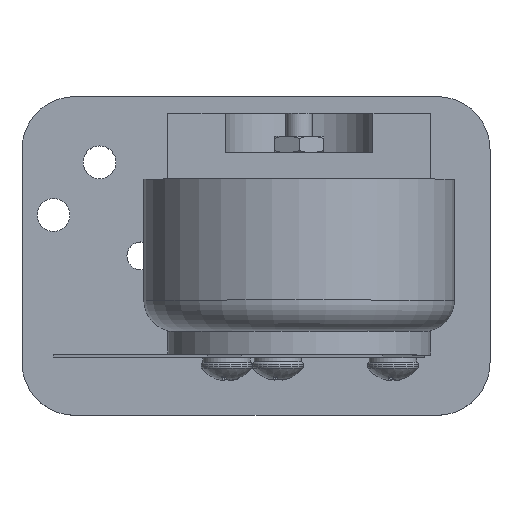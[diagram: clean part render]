
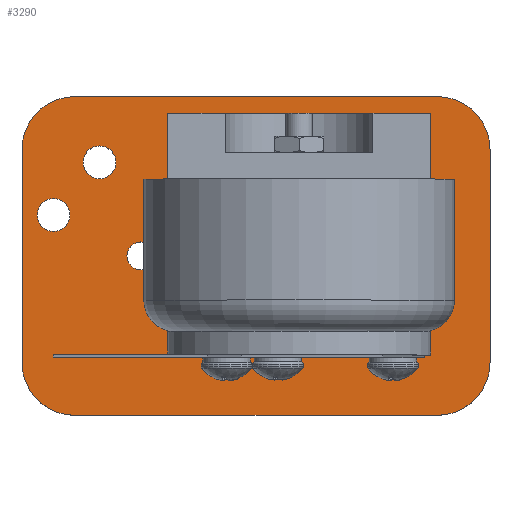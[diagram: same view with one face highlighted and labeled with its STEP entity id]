
A CAD part, top view. The second image highlights one B-rep face of the part: STEP entity #3290.
In plain terms, the highlighted planar face has unit normal (0, 0, 1).
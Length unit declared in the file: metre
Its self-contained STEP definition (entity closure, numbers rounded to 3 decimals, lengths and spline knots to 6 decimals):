
#323=LINE('',#6482,#463);
#330=LINE('',#6500,#470);
#334=LINE('',#6512,#474);
#338=LINE('',#6524,#478);
#463=VECTOR('',#4323,1.);
#470=VECTOR('',#4338,1.);
#474=VECTOR('',#4350,1.);
#478=VECTOR('',#4362,1.);
#575=PLANE('',#3680);
#1205=ORIENTED_EDGE('',*,*,#1866,.T.);
#1206=ORIENTED_EDGE('',*,*,#1867,.T.);
#1207=ORIENTED_EDGE('',*,*,#1868,.T.);
#1208=ORIENTED_EDGE('',*,*,#1869,.T.);
#1209=ORIENTED_EDGE('',*,*,#1870,.T.);
#1210=ORIENTED_EDGE('',*,*,#1871,.T.);
#1211=ORIENTED_EDGE('',*,*,#1872,.T.);
#1212=ORIENTED_EDGE('',*,*,#1842,.T.);
#1213=ORIENTED_EDGE('',*,*,#1846,.T.);
#1214=ORIENTED_EDGE('',*,*,#1851,.T.);
#1215=ORIENTED_EDGE('',*,*,#1854,.T.);
#1216=ORIENTED_EDGE('',*,*,#1857,.F.);
#1217=ORIENTED_EDGE('',*,*,#1860,.T.);
#1218=ORIENTED_EDGE('',*,*,#1863,.F.);
#1219=ORIENTED_EDGE('',*,*,#1865,.T.);
#1842=EDGE_CURVE('',#2242,#2241,#323,.T.);
#1846=EDGE_CURVE('',#2241,#2244,#2479,.T.);
#1851=EDGE_CURVE('',#2244,#2248,#330,.T.);
#1854=EDGE_CURVE('',#2248,#2250,#2481,.T.);
#1857=EDGE_CURVE('',#2252,#2250,#334,.T.);
#1860=EDGE_CURVE('',#2252,#2254,#2483,.T.);
#1863=EDGE_CURVE('',#2256,#2254,#338,.T.);
#1865=EDGE_CURVE('',#2256,#2242,#2485,.T.);
#1866=EDGE_CURVE('',#2257,#2257,#2486,.F.);
#1867=EDGE_CURVE('',#2258,#2258,#2487,.F.);
#1868=EDGE_CURVE('',#2259,#2259,#2488,.F.);
#1869=EDGE_CURVE('',#2260,#2260,#2489,.F.);
#1870=EDGE_CURVE('',#2261,#2261,#2490,.F.);
#1871=EDGE_CURVE('',#2262,#2262,#2491,.F.);
#1872=EDGE_CURVE('',#2263,#2263,#2492,.F.);
#2241=VERTEX_POINT('',#6481);
#2242=VERTEX_POINT('',#6483);
#2244=VERTEX_POINT('',#6489);
#2248=VERTEX_POINT('',#6499);
#2250=VERTEX_POINT('',#6505);
#2252=VERTEX_POINT('',#6511);
#2254=VERTEX_POINT('',#6517);
#2256=VERTEX_POINT('',#6523);
#2257=VERTEX_POINT('',#6530);
#2258=VERTEX_POINT('',#6532);
#2259=VERTEX_POINT('',#6534);
#2260=VERTEX_POINT('',#6536);
#2261=VERTEX_POINT('',#6538);
#2262=VERTEX_POINT('',#6540);
#2263=VERTEX_POINT('',#6542);
#2479=CIRCLE('',#3667,0.00508);
#2481=CIRCLE('',#3671,0.00508);
#2483=CIRCLE('',#3675,0.00508);
#2485=CIRCLE('',#3679,0.00508);
#2486=CIRCLE('',#3681,0.001588);
#2487=CIRCLE('',#3682,0.001588);
#2488=CIRCLE('',#3683,0.001956);
#2489=CIRCLE('',#3684,0.001956);
#2490=CIRCLE('',#3685,0.001353);
#2491=CIRCLE('',#3686,0.001353);
#2492=CIRCLE('',#3687,0.00165);
#2738=EDGE_LOOP('',(#1205));
#2739=EDGE_LOOP('',(#1206));
#2740=EDGE_LOOP('',(#1207));
#2741=EDGE_LOOP('',(#1208));
#2742=EDGE_LOOP('',(#1209));
#2743=EDGE_LOOP('',(#1210));
#2744=EDGE_LOOP('',(#1211));
#2745=EDGE_LOOP('',(#1212,#1213,#1214,#1215,#1216,#1217,#1218,#1219));
#3028=FACE_BOUND('',#2738,.T.);
#3029=FACE_BOUND('',#2739,.T.);
#3030=FACE_BOUND('',#2740,.T.);
#3031=FACE_BOUND('',#2741,.T.);
#3032=FACE_BOUND('',#2742,.T.);
#3033=FACE_BOUND('',#2743,.T.);
#3034=FACE_BOUND('',#2744,.T.);
#3035=FACE_BOUND('',#2745,.T.);
#3290=ADVANCED_FACE('',(#3028,#3029,#3030,#3031,#3032,#3033,#3034,#3035),
#575,.T.);
#3667=AXIS2_PLACEMENT_3D('',#6490,#4330,#4331);
#3671=AXIS2_PLACEMENT_3D('',#6506,#4344,#4345);
#3675=AXIS2_PLACEMENT_3D('',#6518,#4356,#4357);
#3679=AXIS2_PLACEMENT_3D('',#6527,#4367,#4368);
#3680=AXIS2_PLACEMENT_3D('',#6528,#4369,#4370);
#3681=AXIS2_PLACEMENT_3D('',#6529,#4371,#4372);
#3682=AXIS2_PLACEMENT_3D('',#6531,#4373,#4374);
#3683=AXIS2_PLACEMENT_3D('',#6533,#4375,#4376);
#3684=AXIS2_PLACEMENT_3D('',#6535,#4377,#4378);
#3685=AXIS2_PLACEMENT_3D('',#6537,#4379,#4380);
#3686=AXIS2_PLACEMENT_3D('',#6539,#4381,#4382);
#3687=AXIS2_PLACEMENT_3D('',#6541,#4383,#4384);
#4323=DIRECTION('',(0.,1.,0.));
#4330=DIRECTION('',(0.,0.,1.));
#4331=DIRECTION('',(1.,0.,0.));
#4338=DIRECTION('',(-1.,0.,0.));
#4344=DIRECTION('',(0.,0.,1.));
#4345=DIRECTION('',(1.,0.,0.));
#4350=DIRECTION('',(0.,1.,0.));
#4356=DIRECTION('',(0.,0.,1.));
#4357=DIRECTION('',(1.,0.,0.));
#4362=DIRECTION('',(-1.,0.,0.));
#4367=DIRECTION('',(0.,0.,1.));
#4368=DIRECTION('',(1.,0.,0.));
#4369=DIRECTION('',(0.,0.,1.));
#4370=DIRECTION('',(1.,0.,0.));
#4371=DIRECTION('',(0.,0.,1.));
#4372=DIRECTION('',(1.,0.,0.));
#4373=DIRECTION('',(0.,0.,1.));
#4374=DIRECTION('',(1.,0.,0.));
#4375=DIRECTION('',(0.,0.,1.));
#4376=DIRECTION('',(1.,0.,0.));
#4377=DIRECTION('',(0.,0.,1.));
#4378=DIRECTION('',(1.,0.,0.));
#4379=DIRECTION('',(0.,0.,1.));
#4380=DIRECTION('',(1.,0.,0.));
#4381=DIRECTION('',(0.,0.,1.));
#4382=DIRECTION('',(1.,0.,0.));
#4383=DIRECTION('',(0.,0.,1.));
#4384=DIRECTION('',(1.,0.,0.));
#6481=CARTESIAN_POINT('',(0.022606,0.010312,0.00381));
#6482=CARTESIAN_POINT('',(0.022606,0.,0.00381));
#6483=CARTESIAN_POINT('',(0.022606,-0.010312,0.00381));
#6489=CARTESIAN_POINT('',(0.017526,0.015392,0.00381));
#6490=CARTESIAN_POINT('',(0.017526,0.010312,0.00381));
#6499=CARTESIAN_POINT('',(-0.017526,0.015392,0.00381));
#6500=CARTESIAN_POINT('',(0.,0.015392,0.00381));
#6505=CARTESIAN_POINT('',(-0.022606,0.010312,0.00381));
#6506=CARTESIAN_POINT('',(-0.017526,0.010312,0.00381));
#6511=CARTESIAN_POINT('',(-0.022606,-0.010312,0.00381));
#6512=CARTESIAN_POINT('',(-0.022606,0.,0.00381));
#6517=CARTESIAN_POINT('',(-0.017526,-0.015392,0.00381));
#6518=CARTESIAN_POINT('',(-0.017526,-0.010312,0.00381));
#6523=CARTESIAN_POINT('',(0.017526,-0.015392,0.00381));
#6524=CARTESIAN_POINT('',(0.,-0.015392,0.00381));
#6527=CARTESIAN_POINT('',(0.017526,-0.010312,0.00381));
#6528=CARTESIAN_POINT('',(0.,0.,0.00381));
#6529=CARTESIAN_POINT('',(-0.019558,0.003962,0.00381));
#6530=CARTESIAN_POINT('',(-0.017971,0.003962,0.00381));
#6531=CARTESIAN_POINT('',(-0.015113,0.009042,0.00381));
#6532=CARTESIAN_POINT('',(-0.013526,0.009042,0.00381));
#6533=CARTESIAN_POINT('',(-0.005359,0.010566,0.00381));
#6534=CARTESIAN_POINT('',(-0.003404,0.010566,0.00381));
#6535=CARTESIAN_POINT('',(0.013691,0.010566,0.00381));
#6536=CARTESIAN_POINT('',(0.015646,0.010566,0.00381));
#6537=CARTESIAN_POINT('',(-0.011113,0.,0.00381));
#6538=CARTESIAN_POINT('',(-0.00976,0.,0.00381));
#6539=CARTESIAN_POINT('',(0.011113,0.,0.00381));
#6540=CARTESIAN_POINT('',(0.012465,0.,0.00381));
#6541=CARTESIAN_POINT('',(0.,0.,0.00381));
#6542=CARTESIAN_POINT('',(0.00165,0.,0.00381));
